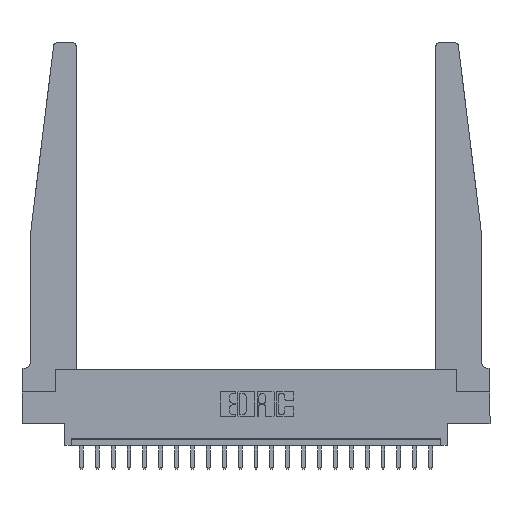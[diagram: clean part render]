
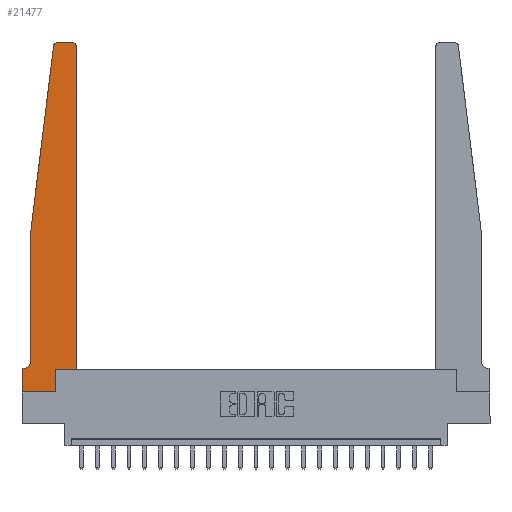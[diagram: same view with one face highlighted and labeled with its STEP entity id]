
A CAD part, top view. The second image highlights one B-rep face of the part: STEP entity #21477.
In plain terms, the highlighted planar face has unit normal (0, 0, 1).
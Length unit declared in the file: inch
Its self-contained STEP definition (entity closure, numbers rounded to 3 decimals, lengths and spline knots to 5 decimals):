
#402 = ORIENTED_EDGE ( 'NONE', *, *, #16649, .T. ) ;
#637 = CARTESIAN_POINT ( 'NONE',  ( 0.2605, 0., 0.37 ) ) ;
#829 = VERTEX_POINT ( 'NONE', #637 ) ;
#890 = ORIENTED_EDGE ( 'NONE', *, *, #18037, .T. ) ;
#936 = CARTESIAN_POINT ( 'NONE',  ( 0.425, 0.18, 0.37 ) ) ;
#1609 = CARTESIAN_POINT ( 'NONE',  ( 0.015, 0.2375, 0.37 ) ) ;
#1644 = CARTESIAN_POINT ( 'NONE',  ( 0.27653, 2.72, 0.37 ) ) ;
#1727 = ORIENTED_EDGE ( 'NONE', *, *, #12191, .T. ) ;
#2062 = VERTEX_POINT ( 'NONE', #16497 ) ;
#2274 = CARTESIAN_POINT ( 'NONE',  ( 0.27653, 2.75, 0.37 ) ) ;
#2558 = LINE ( 'NONE', #4570, #14088 ) ;
#2647 = CARTESIAN_POINT ( 'NONE',  ( 0.065, 1.25, 0.37 ) ) ;
#3049 = VECTOR ( 'NONE', #6566, 39.37008 ) ;
#3107 = LINE ( 'NONE', #15134, #19598 ) ;
#3358 = CARTESIAN_POINT ( 'NONE',  ( 0.425, 0.18, 0.37 ) ) ;
#3370 = VECTOR ( 'NONE', #11537, 39.37008 ) ;
#3507 = ORIENTED_EDGE ( 'NONE', *, *, #10749, .T. ) ;
#3512 = EDGE_LOOP ( 'NONE', ( #402, #12933, #20789, #1727, #17669, #5032, #890, #3507, #20294, #17148, #7893, #4953 ) ) ;
#4364 = DIRECTION ( 'NONE',  ( 1., 0., 0. ) ) ;
#4570 = CARTESIAN_POINT ( 'NONE',  ( 0.065, 0.1875, 0.37 ) ) ;
#4670 = EDGE_CURVE ( 'NONE', #16122, #10346, #18361, .T. ) ;
#4798 = DIRECTION ( 'NONE',  ( -1., 0., 0. ) ) ;
#4841 = FACE_OUTER_BOUND ( 'NONE', #3512, .T. ) ;
#4894 = DIRECTION ( 'NONE',  ( 0., 0., -1. ) ) ;
#4953 = ORIENTED_EDGE ( 'NONE', *, *, #16404, .T. ) ;
#5032 = ORIENTED_EDGE ( 'NONE', *, *, #9334, .T. ) ;
#5769 = AXIS2_PLACEMENT_3D ( 'NONE', #1609, #4894, #16902 ) ;
#5778 = VECTOR ( 'NONE', #11860, 39.37008 ) ;
#5847 = DIRECTION ( 'NONE',  ( 0., 0., 1. ) ) ;
#5971 = EDGE_CURVE ( 'NONE', #10346, #11514, #18367, .T. ) ;
#6001 = VERTEX_POINT ( 'NONE', #18050 ) ;
#6566 = DIRECTION ( 'NONE',  ( 0., 1., 0. ) ) ;
#6750 = PLANE ( 'NONE',  #10445 ) ;
#6835 = DIRECTION ( 'NONE',  ( 0., 0., 1. ) ) ;
#6947 = CARTESIAN_POINT ( 'NONE',  ( 0., 0., 0.37 ) ) ;
#7474 = VERTEX_POINT ( 'NONE', #2274 ) ;
#7893 = ORIENTED_EDGE ( 'NONE', *, *, #5971, .T. ) ;
#8062 = EDGE_CURVE ( 'NONE', #7474, #6001, #19656, .T. ) ;
#8448 = CARTESIAN_POINT ( 'NONE',  ( 0., 0.1875, 0.37 ) ) ;
#8633 = LINE ( 'NONE', #6947, #3370 ) ;
#8754 = CARTESIAN_POINT ( 'NONE',  ( 0.065, 1.25, 0.37 ) ) ;
#8932 = VERTEX_POINT ( 'NONE', #16723 ) ;
#9334 = EDGE_CURVE ( 'NONE', #8932, #21595, #2558, .T. ) ;
#9428 = DIRECTION ( 'NONE',  ( -1., 0., 0. ) ) ;
#9513 = CARTESIAN_POINT ( 'NONE',  ( 0.425, 0.18, 0.37 ) ) ;
#9866 = LINE ( 'NONE', #16708, #14395 ) ;
#9959 = AXIS2_PLACEMENT_3D ( 'NONE', #1644, #6835, #13678 ) ;
#10299 = VECTOR ( 'NONE', #17594, 39.37008 ) ;
#10346 = VERTEX_POINT ( 'NONE', #3358 ) ;
#10424 = LINE ( 'NONE', #8754, #21687 ) ;
#10445 = AXIS2_PLACEMENT_3D ( 'NONE', #8448, #15295, #22183 ) ;
#10456 = CARTESIAN_POINT ( 'NONE',  ( 0., 0.1875, 0.37 ) ) ;
#10749 = EDGE_CURVE ( 'NONE', #18405, #829, #3107, .T. ) ;
#10776 = CIRCLE ( 'NONE', #5769, 0.05 ) ;
#11514 = VERTEX_POINT ( 'NONE', #14398 ) ;
#11537 = DIRECTION ( 'NONE',  ( 0., -1., 0. ) ) ;
#11860 = DIRECTION ( 'NONE',  ( 0., 1., 0. ) ) ;
#12009 = VECTOR ( 'NONE', #14661, 39.37008 ) ;
#12191 = EDGE_CURVE ( 'NONE', #2062, #16479, #14322, .T. ) ;
#12727 = CARTESIAN_POINT ( 'NONE',  ( 0.395, 2.75, 0.37 ) ) ;
#12933 = ORIENTED_EDGE ( 'NONE', *, *, #8062, .T. ) ;
#13678 = DIRECTION ( 'NONE',  ( 1., 0., 0. ) ) ;
#14088 = VECTOR ( 'NONE', #9428, 39.37008 ) ;
#14322 = LINE ( 'NONE', #2647, #10299 ) ;
#14395 = VECTOR ( 'NONE', #4798, 39.37008 ) ;
#14398 = CARTESIAN_POINT ( 'NONE',  ( 0.425, 2.72, 0.37 ) ) ;
#14661 = DIRECTION ( 'NONE',  ( 1., 0., 0. ) ) ;
#14742 = CIRCLE ( 'NONE', #17274, 0.03 ) ;
#15031 = CARTESIAN_POINT ( 'NONE',  ( 0.2605, 0.18, 0.37 ) ) ;
#15134 = CARTESIAN_POINT ( 'NONE',  ( 0., 0., 0.37 ) ) ;
#15196 = EDGE_CURVE ( 'NONE', #829, #16122, #20311, .T. ) ;
#15295 = DIRECTION ( 'NONE',  ( 0., 0., 1. ) ) ;
#16122 = VERTEX_POINT ( 'NONE', #17184 ) ;
#16404 = EDGE_CURVE ( 'NONE', #11514, #22069, #14742, .T. ) ;
#16479 = VERTEX_POINT ( 'NONE', #18186 ) ;
#16497 = CARTESIAN_POINT ( 'NONE',  ( 0.065, 1.25, 0.37 ) ) ;
#16649 = EDGE_CURVE ( 'NONE', #22069, #7474, #9866, .T. ) ;
#16708 = CARTESIAN_POINT ( 'NONE',  ( 0.25, 2.75, 0.37 ) ) ;
#16723 = CARTESIAN_POINT ( 'NONE',  ( 0.015, 0.1875, 0.37 ) ) ;
#16902 = DIRECTION ( 'NONE',  ( -1., 0., 0. ) ) ;
#17148 = ORIENTED_EDGE ( 'NONE', *, *, #4670, .T. ) ;
#17184 = CARTESIAN_POINT ( 'NONE',  ( 0.2605, 0.18, 0.37 ) ) ;
#17274 = AXIS2_PLACEMENT_3D ( 'NONE', #21251, #5847, #4364 ) ;
#17594 = DIRECTION ( 'NONE',  ( 0., -1., 0. ) ) ;
#17669 = ORIENTED_EDGE ( 'NONE', *, *, #19420, .T. ) ;
#18037 = EDGE_CURVE ( 'NONE', #21595, #18405, #8633, .T. ) ;
#18050 = CARTESIAN_POINT ( 'NONE',  ( 0.24675, 2.72367, 0.37 ) ) ;
#18140 = EDGE_CURVE ( 'NONE', #6001, #2062, #10424, .T. ) ;
#18186 = CARTESIAN_POINT ( 'NONE',  ( 0.065, 0.2375, 0.37 ) ) ;
#18361 = LINE ( 'NONE', #9513, #12009 ) ;
#18367 = LINE ( 'NONE', #936, #3049 ) ;
#18405 = VERTEX_POINT ( 'NONE', #20411 ) ;
#19194 = DIRECTION ( 'NONE',  ( -0.122, -0.992, 0. ) ) ;
#19420 = EDGE_CURVE ( 'NONE', #16479, #8932, #10776, .T. ) ;
#19598 = VECTOR ( 'NONE', #20309, 39.37008 ) ;
#19656 = CIRCLE ( 'NONE', #9959, 0.03 ) ;
#20294 = ORIENTED_EDGE ( 'NONE', *, *, #15196, .T. ) ;
#20309 = DIRECTION ( 'NONE',  ( 1., 0., 0. ) ) ;
#20311 = LINE ( 'NONE', #15031, #5778 ) ;
#20411 = CARTESIAN_POINT ( 'NONE',  ( 0., 0., 0.37 ) ) ;
#20789 = ORIENTED_EDGE ( 'NONE', *, *, #18140, .T. ) ;
#21251 = CARTESIAN_POINT ( 'NONE',  ( 0.395, 2.72, 0.37 ) ) ;
#21477 = ADVANCED_FACE ( 'NONE', ( #4841 ), #6750, .T. ) ;
#21595 = VERTEX_POINT ( 'NONE', #10456 ) ;
#21687 = VECTOR ( 'NONE', #19194, 39.37008 ) ;
#22069 = VERTEX_POINT ( 'NONE', #12727 ) ;
#22183 = DIRECTION ( 'NONE',  ( 1., 0., 0. ) ) ;
